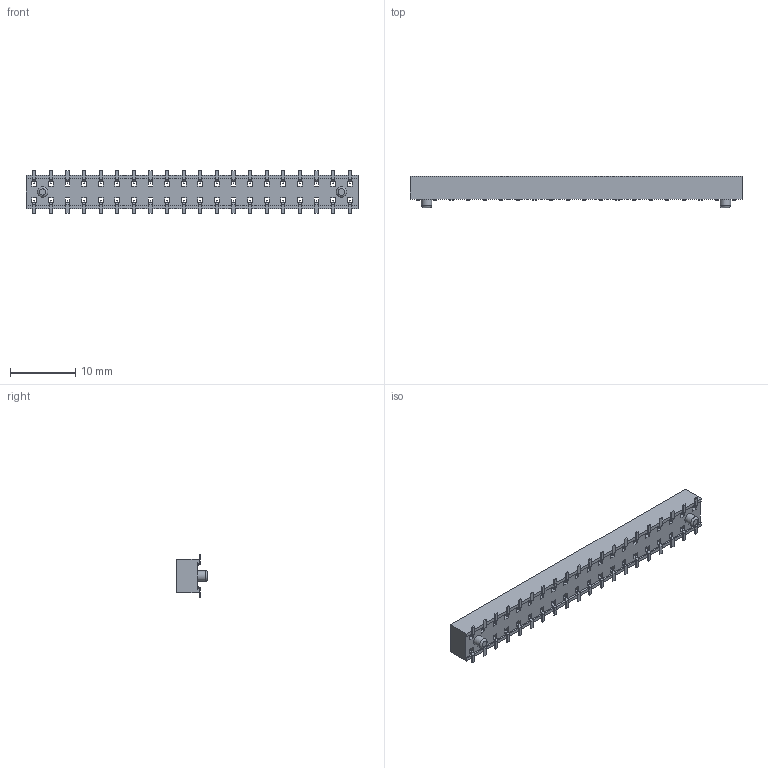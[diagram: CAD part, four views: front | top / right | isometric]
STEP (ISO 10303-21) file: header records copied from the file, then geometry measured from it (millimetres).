
FILE_DESCRIPTION( ( 'STEP AP214' ), '1' );
FILE_NAME( 'HLE-120-02-F-DV-A.stp', '2022-02-13T19:01:31', ( 'License CC BY-ND 4.0' ), ( 'CADENAS' ), ' ', 'PARTsolutions', ' ' );
FILE_SCHEMA( ( 'AUTOMOTIVE_DESIGN { 1 0 10303 214 1 1 1 1 }' ) );
Length unit declared in the file: inch
Products named in the file (3): HLE-120-02-F-DV-A; _HLE-120-02-DV-A_socket; _C-132-12-20-DV
Assembly tree (2 placements, depth 2):
  HLE-120-02-F-DV-A
    _HLE-120-02-DV-A_socket
    _C-132-12-20-DV
Bounding box: 50.8 x 4.78 x 6.58 mm (x, y, z)
Volume: 1007.5 mm3; surface area: 2511 mm2
Topology: 2 solids, 2 shells, 1153 faces, 3222 edges, 2094 vertices
Faces by surface type: plane 1069, cylinder 82, torus 2
Full cylindrical faces by diameter (mm): 1.587 x2
Entity records: 45840 total; most frequent: CARTESIAN_POINT 6468, ORIENTED_EDGE 6436, DIRECTION 5696, EDGE_CURVE 3218, LINE 3052, VECTOR 3052, VERTEX_POINT 2094, EDGE_LOOP 1376
